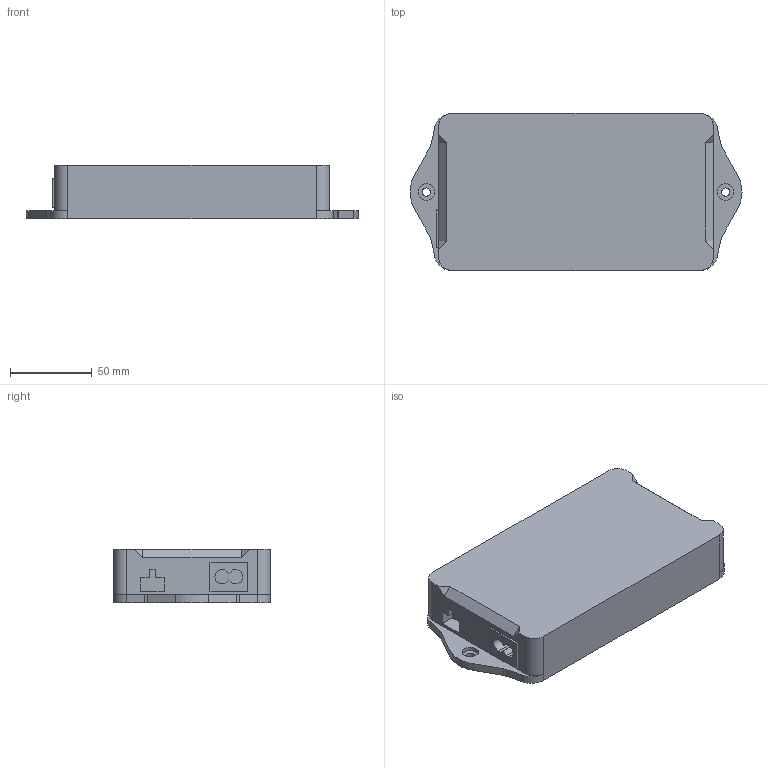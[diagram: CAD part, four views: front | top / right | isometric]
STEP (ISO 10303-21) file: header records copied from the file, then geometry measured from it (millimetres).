
FILE_DESCRIPTION((''),'2;1');
FILE_NAME('AR1154.stp','2021-08-18T15:35:31',('arma01'),(''),'Autodesk Inventor 2013','Autodesk Inventor 2013','');
FILE_SCHEMA(('AUTOMOTIVE_DESIGN { 1 0 10303 214 1 1 1 1 }'));
Length unit declared in the file: millimetre
Products named in the file (1): AR1154
Bounding box: 203 x 96 x 33 mm (x, y, z)
Volume: 526009 mm3; surface area: 56527.6 mm2
Topology: 1 solids, 1 shells, 93 faces, 248 edges, 164 vertices
Faces by surface type: plane 73, cylinder 20
Full cylindrical faces by diameter (mm): 5 x2, 10 x2
Entity records: 2884 total; most frequent: CARTESIAN_POINT 502, ORIENTED_EDGE 488, DIRECTION 472, EDGE_CURVE 244, VECTOR 204, LINE 204, VERTEX_POINT 164, AXIS2_PLACEMENT_3D 134
